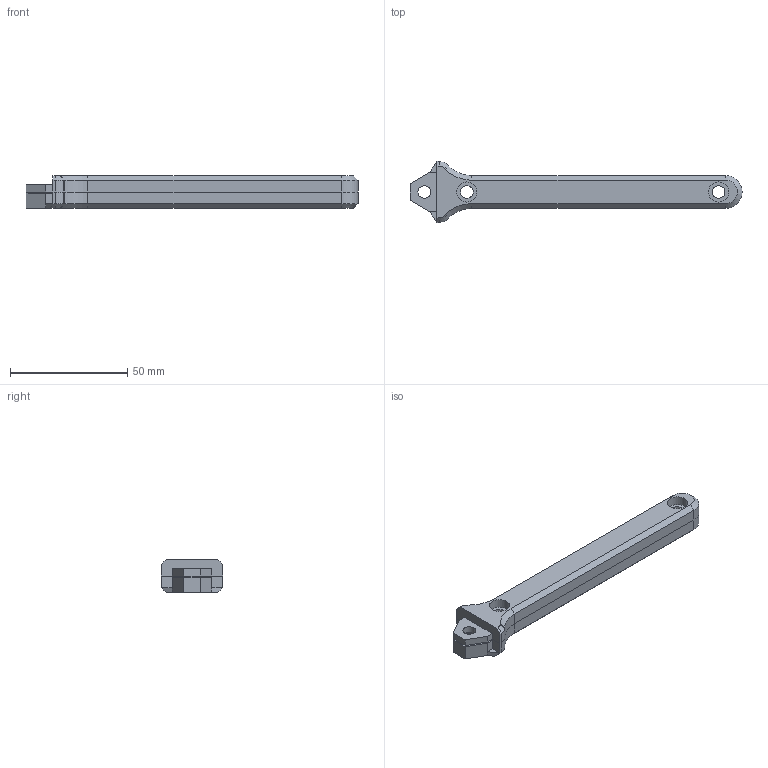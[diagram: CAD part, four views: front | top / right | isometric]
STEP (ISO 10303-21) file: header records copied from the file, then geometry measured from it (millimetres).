
FILE_DESCRIPTION(/* description */ (''),/* implementation_level */ '2;1');
FILE_NAME(/* name */ 'blade lame v2.step',/* time_stamp */ '2023-09-19T05:26:19+02:00',/* author */ (''),/* organization */ (''),/* preprocessor_version */ 'ST-DEVELOPER v20',/* originating_system */ 'Autodesk Translation Framework v12.9.0.99',/* authorisation */ '');
FILE_SCHEMA (('AUTOMOTIVE_DESIGN { 1 0 10303 214 3 1 1 }'));
Length unit declared in the file: millimetre
Products named in the file (1): blade lame
Bounding box: 141.5 x 26 x 14 mm (x, y, z)
Volume: 25174.4 mm3; surface area: 12357.3 mm2
Topology: 2 solids, 2 shells, 101 faces, 250 edges, 158 vertices
Faces by surface type: plane 73, cylinder 18, cone 10
Full cylindrical faces by diameter (mm): 5.4 x6, 8.6 x2
Entity records: 3012 total; most frequent: CARTESIAN_POINT 510, ORIENTED_EDGE 500, DIRECTION 500, EDGE_CURVE 250, LINE 204, VECTOR 204, VERTEX_POINT 158, AXIS2_PLACEMENT_3D 148
